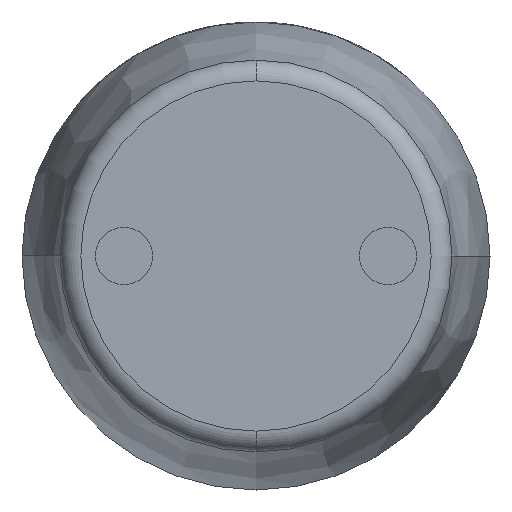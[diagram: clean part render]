
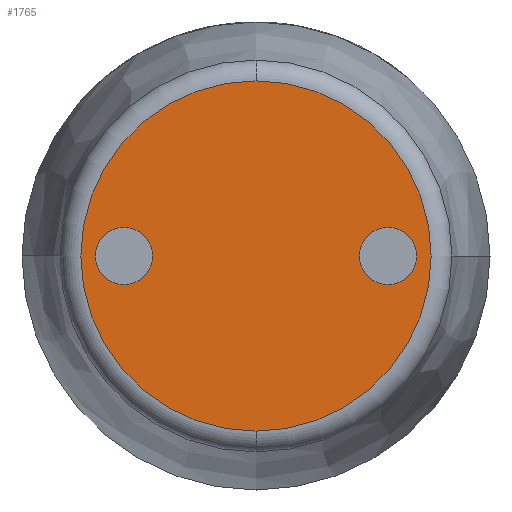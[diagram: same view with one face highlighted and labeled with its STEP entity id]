
A CAD part, front view. The second image highlights one B-rep face of the part: STEP entity #1765.
In plain terms, the highlighted planar face has unit normal (0, -1, 0).
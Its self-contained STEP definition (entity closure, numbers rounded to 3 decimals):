
#59 = VERTEX_POINT ( 'NONE', #2140 ) ;
#62 = FACE_BOUND ( 'NONE', #2678, .T. ) ;
#132 = AXIS2_PLACEMENT_3D ( 'NONE', #2291, #862, #2848 ) ;
#143 = VERTEX_POINT ( 'NONE', #1101 ) ;
#296 = EDGE_CURVE ( 'NONE', #59, #1613, #3653, .T. ) ;
#310 = CIRCLE ( 'NONE', #3624, 0.275 ) ;
#367 = VERTEX_POINT ( 'NONE', #2321 ) ;
#397 = DIRECTION ( 'NONE',  ( 0., 0., 1. ) ) ;
#481 = FACE_OUTER_BOUND ( 'NONE', #2132, .T. ) ;
#488 = DIRECTION ( 'NONE',  ( 0., 0., -1. ) ) ;
#726 = DIRECTION ( 'NONE',  ( 0., 0., 1. ) ) ;
#817 = AXIS2_PLACEMENT_3D ( 'NONE', #1291, #2134, #726 ) ;
#840 = CARTESIAN_POINT ( 'NONE',  ( -1.27, 0., 0. ) ) ;
#862 = DIRECTION ( 'NONE',  ( 0., -1., 0. ) ) ;
#949 = CIRCLE ( 'NONE', #3435, 0.275 ) ;
#986 = CARTESIAN_POINT ( 'NONE',  ( 0., 0., 0. ) ) ;
#1020 = DIRECTION ( 'NONE',  ( 0., 1., 0. ) ) ;
#1022 = ORIENTED_EDGE ( 'NONE', *, *, #2427, .T. ) ;
#1067 = EDGE_CURVE ( 'NONE', #1613, #59, #949, .T. ) ;
#1101 = CARTESIAN_POINT ( 'NONE',  ( 1.27, 0., 0.275 ) ) ;
#1138 = DIRECTION ( 'NONE',  ( 0., 0., 1. ) ) ;
#1150 = CARTESIAN_POINT ( 'NONE',  ( 0., 0., 1.684 ) ) ;
#1291 = CARTESIAN_POINT ( 'NONE',  ( 0., 0., 0. ) ) ;
#1340 = DIRECTION ( 'NONE',  ( 0., 0., -1. ) ) ;
#1472 = VERTEX_POINT ( 'NONE', #1150 ) ;
#1509 = ORIENTED_EDGE ( 'NONE', *, *, #3402, .T. ) ;
#1535 = EDGE_LOOP ( 'NONE', ( #2399, #2754 ) ) ;
#1613 = VERTEX_POINT ( 'NONE', #2604 ) ;
#1626 = CARTESIAN_POINT ( 'NONE',  ( 1.27, 0., 0. ) ) ;
#1677 = DIRECTION ( 'NONE',  ( 0., -1., 0. ) ) ;
#1765 = ADVANCED_FACE ( 'NONE', ( #481, #62, #2027 ), #2382, .F. ) ;
#1866 = CARTESIAN_POINT ( 'NONE',  ( 1.27, 0., -0.275 ) ) ;
#1916 = CIRCLE ( 'NONE', #132, 1.684 ) ;
#2027 = FACE_BOUND ( 'NONE', #1535, .T. ) ;
#2132 = EDGE_LOOP ( 'NONE', ( #3312, #1509 ) ) ;
#2133 = VERTEX_POINT ( 'NONE', #1866 ) ;
#2134 = DIRECTION ( 'NONE',  ( 0., -1., 0. ) ) ;
#2140 = CARTESIAN_POINT ( 'NONE',  ( -1.27, 0., -0.275 ) ) ;
#2291 = CARTESIAN_POINT ( 'NONE',  ( 0., 0., 0. ) ) ;
#2321 = CARTESIAN_POINT ( 'NONE',  ( 0., 0., -1.684 ) ) ;
#2382 = PLANE ( 'NONE',  #2632 ) ;
#2398 = CARTESIAN_POINT ( 'NONE',  ( -1.27, 0., 0. ) ) ;
#2399 = ORIENTED_EDGE ( 'NONE', *, *, #1067, .F. ) ;
#2422 = AXIS2_PLACEMENT_3D ( 'NONE', #2724, #1020, #488 ) ;
#2427 = EDGE_CURVE ( 'NONE', #2133, #143, #3322, .T. ) ;
#2470 = EDGE_CURVE ( 'NONE', #367, #1472, #3595, .T. ) ;
#2604 = CARTESIAN_POINT ( 'NONE',  ( -1.27, 0., 0.275 ) ) ;
#2632 = AXIS2_PLACEMENT_3D ( 'NONE', #986, #3118, #1138 ) ;
#2678 = EDGE_LOOP ( 'NONE', ( #3014, #1022 ) ) ;
#2724 = CARTESIAN_POINT ( 'NONE',  ( 1.27, 0., 0. ) ) ;
#2743 = DIRECTION ( 'NONE',  ( 0., 1., 0. ) ) ;
#2754 = ORIENTED_EDGE ( 'NONE', *, *, #296, .F. ) ;
#2848 = DIRECTION ( 'NONE',  ( 0., 0., 1. ) ) ;
#2961 = DIRECTION ( 'NONE',  ( 0., -1., 0. ) ) ;
#3014 = ORIENTED_EDGE ( 'NONE', *, *, #3354, .T. ) ;
#3094 = DIRECTION ( 'NONE',  ( 0., 0., 1. ) ) ;
#3118 = DIRECTION ( 'NONE',  ( 0., 1., 0. ) ) ;
#3312 = ORIENTED_EDGE ( 'NONE', *, *, #2470, .T. ) ;
#3322 = CIRCLE ( 'NONE', #2422, 0.275 ) ;
#3354 = EDGE_CURVE ( 'NONE', #143, #2133, #310, .T. ) ;
#3402 = EDGE_CURVE ( 'NONE', #1472, #367, #1916, .T. ) ;
#3430 = AXIS2_PLACEMENT_3D ( 'NONE', #2398, #2961, #397 ) ;
#3435 = AXIS2_PLACEMENT_3D ( 'NONE', #840, #1677, #3094 ) ;
#3595 = CIRCLE ( 'NONE', #817, 1.684 ) ;
#3624 = AXIS2_PLACEMENT_3D ( 'NONE', #1626, #2743, #1340 ) ;
#3653 = CIRCLE ( 'NONE', #3430, 0.275 ) ;
